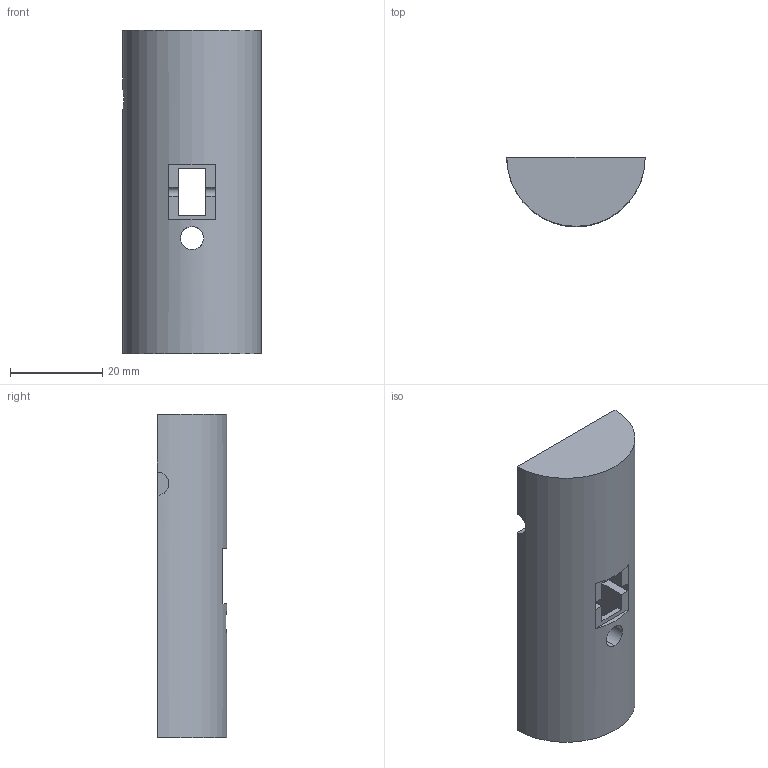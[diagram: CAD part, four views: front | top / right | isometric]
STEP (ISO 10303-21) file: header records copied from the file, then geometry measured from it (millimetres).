
FILE_DESCRIPTION (( 'STEP AP214' ), '1' );
FILE_NAME ('Armason_B.STEP', '2019-04-01T21:48:15', ( 'MariaConsuegra' ), ( '' ), 'SwSTEP 2.0', 'SolidWorks 2015', '' );
FILE_SCHEMA (( 'AUTOMOTIVE_DESIGN' ));
Length unit declared in the file: millimetre
Products named in the file (1): Armason_B
Bounding box: 30 x 15 x 70 mm (x, y, z)
Volume: 17395.5 mm3; surface area: 7759 mm2
Topology: 1 solids, 1 shells, 67 faces, 188 edges, 124 vertices
Faces by surface type: plane 48, cylinder 19
Entity records: 2274 total; most frequent: CARTESIAN_POINT 477, ORIENTED_EDGE 376, DIRECTION 356, EDGE_CURVE 188, VECTOR 146, LINE 146, VERTEX_POINT 124, AXIS2_PLACEMENT_3D 105
